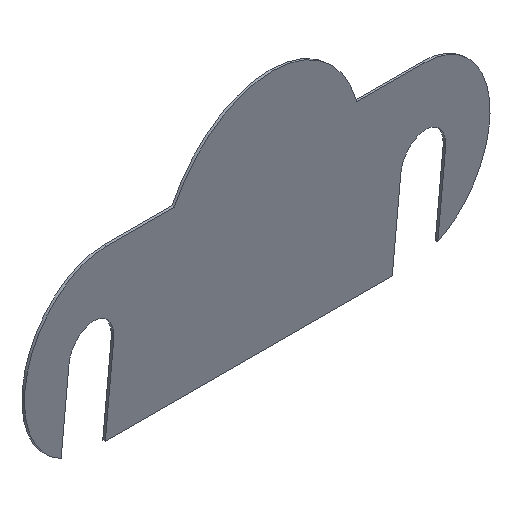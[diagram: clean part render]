
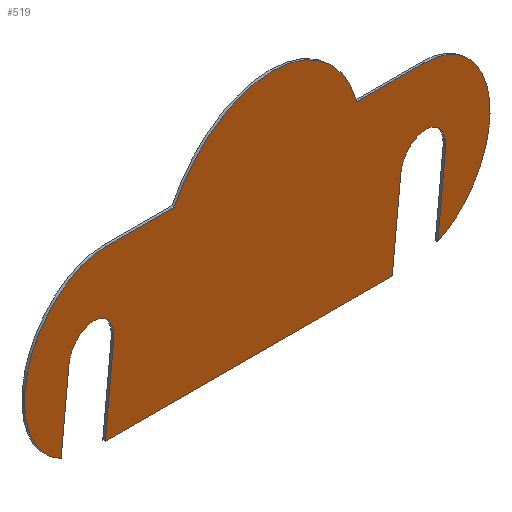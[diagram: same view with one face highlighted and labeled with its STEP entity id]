
A CAD part, isometric view. The second image highlights one B-rep face of the part: STEP entity #519.
In plain terms, the highlighted planar face has unit normal (0.115, -0.993, 0).
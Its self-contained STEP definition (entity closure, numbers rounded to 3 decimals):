
#63=CARTESIAN_POINT('Vertex',(-6.39,94.853,-3.253)) ;
#77=CARTESIAN_POINT('Vertex',(-7.539,94.72,-13.279)) ;
#80=CARTESIAN_POINT('Line Origine',(-6.964,94.786,-8.266)) ;
#103=CARTESIAN_POINT('Vertex',(-13.051,94.084,-2.479)) ;
#111=CARTESIAN_POINT('Axis2P3D Location',(-9.72,94.468,-2.866)) ;
#134=CARTESIAN_POINT('Vertex',(-14.304,93.939,-13.407)) ;
#142=CARTESIAN_POINT('Line Origine',(-13.677,94.011,-7.943)) ;
#165=CARTESIAN_POINT('Vertex',(-56.985,89.014,-8.448)) ;
#173=CARTESIAN_POINT('Line Origine',(-35.644,91.476,-10.927)) ;
#196=CARTESIAN_POINT('Vertex',(-55.732,89.158,2.479)) ;
#204=CARTESIAN_POINT('Line Origine',(-56.359,89.086,-2.984)) ;
#227=CARTESIAN_POINT('Vertex',(-62.394,88.389,3.253)) ;
#235=CARTESIAN_POINT('Axis2P3D Location',(-59.063,88.774,2.866)) ;
#258=CARTESIAN_POINT('Vertex',(-63.543,88.257,-6.773)) ;
#266=CARTESIAN_POINT('Line Origine',(-62.968,88.323,-1.76)) ;
#289=CARTESIAN_POINT('Vertex',(-68.932,87.635,4.013)) ;
#297=CARTESIAN_POINT('Axis2P3D Location',(-58.076,88.888,2.752)) ;
#320=CARTESIAN_POINT('Vertex',(-56.823,89.032,13.679)) ;
#328=CARTESIAN_POINT('Axis2P3D Location',(-58.076,88.888,2.752)) ;
#351=CARTESIAN_POINT('Vertex',(-46.706,90.2,12.504)) ;
#359=CARTESIAN_POINT('Line Origine',(-51.765,89.616,13.091)) ;
#382=CARTESIAN_POINT('Vertex',(-19.572,93.331,9.351)) ;
#390=CARTESIAN_POINT('Axis2P3D Location',(-33.822,91.687,4.967)) ;
#408=CARTESIAN_POINT('Vertex',(-9.454,94.499,8.176)) ;
#416=CARTESIAN_POINT('Line Origine',(-14.513,93.915,8.764)) ;
#439=CARTESIAN_POINT('Vertex',(-3.461,95.191,-10.985)) ;
#447=CARTESIAN_POINT('Axis2P3D Location',(-10.707,94.354,-2.751)) ;
#464=CARTESIAN_POINT('Axis2P3D Location',(-10.707,94.354,-2.751)) ;
#498=CARTESIAN_POINT('Axis2P3D Location',(-10.887,94.334,0.)) ;
#81=DIRECTION('Vector Direction',(0.114,0.013,0.993)) ;
#112=DIRECTION('Axis2P3D Direction',(-0.115,0.993,0.)) ;
#143=DIRECTION('Vector Direction',(-0.114,-0.013,-0.993)) ;
#174=DIRECTION('Vector Direction',(0.987,0.114,-0.115)) ;
#205=DIRECTION('Vector Direction',(0.114,0.013,0.993)) ;
#236=DIRECTION('Axis2P3D Direction',(-0.115,0.993,0.)) ;
#267=DIRECTION('Vector Direction',(-0.114,-0.013,-0.993)) ;
#298=DIRECTION('Axis2P3D Direction',(-0.115,0.993,0.)) ;
#329=DIRECTION('Axis2P3D Direction',(-0.115,0.993,0.)) ;
#360=DIRECTION('Vector Direction',(0.987,0.114,-0.115)) ;
#391=DIRECTION('Axis2P3D Direction',(-0.115,0.993,0.)) ;
#417=DIRECTION('Vector Direction',(0.987,0.114,-0.115)) ;
#448=DIRECTION('Axis2P3D Direction',(-0.115,0.993,0.)) ;
#465=DIRECTION('Axis2P3D Direction',(-0.115,0.993,0.)) ;
#499=DIRECTION('Axis2P3D Direction',(-0.115,0.993,0.)) ;
#500=DIRECTION('Axis2P3D XDirection',(-0.993,-0.115,0.)) ;
#113=AXIS2_PLACEMENT_3D('Circle Axis2P3D',#111,#112,$) ;
#237=AXIS2_PLACEMENT_3D('Circle Axis2P3D',#235,#236,$) ;
#299=AXIS2_PLACEMENT_3D('Circle Axis2P3D',#297,#298,$) ;
#330=AXIS2_PLACEMENT_3D('Circle Axis2P3D',#328,#329,$) ;
#392=AXIS2_PLACEMENT_3D('Circle Axis2P3D',#390,#391,$) ;
#449=AXIS2_PLACEMENT_3D('Circle Axis2P3D',#447,#448,$) ;
#466=AXIS2_PLACEMENT_3D('Circle Axis2P3D',#464,#465,$) ;
#501=AXIS2_PLACEMENT_3D('Plane Axis2P3D',#498,#499,#500) ;
#504=ORIENTED_EDGE('',*,*,#468,.T.) ;
#505=ORIENTED_EDGE('',*,*,#451,.T.) ;
#506=ORIENTED_EDGE('',*,*,#420,.T.) ;
#507=ORIENTED_EDGE('',*,*,#394,.T.) ;
#508=ORIENTED_EDGE('',*,*,#363,.T.) ;
#509=ORIENTED_EDGE('',*,*,#332,.T.) ;
#510=ORIENTED_EDGE('',*,*,#301,.T.) ;
#511=ORIENTED_EDGE('',*,*,#270,.T.) ;
#512=ORIENTED_EDGE('',*,*,#239,.T.) ;
#513=ORIENTED_EDGE('',*,*,#208,.T.) ;
#514=ORIENTED_EDGE('',*,*,#177,.T.) ;
#515=ORIENTED_EDGE('',*,*,#146,.T.) ;
#516=ORIENTED_EDGE('',*,*,#115,.T.) ;
#517=ORIENTED_EDGE('',*,*,#84,.T.) ;
#82=VECTOR('Line Direction',#81,1.) ;
#144=VECTOR('Line Direction',#143,1.) ;
#175=VECTOR('Line Direction',#174,1.) ;
#206=VECTOR('Line Direction',#205,1.) ;
#268=VECTOR('Line Direction',#267,1.) ;
#361=VECTOR('Line Direction',#360,1.) ;
#418=VECTOR('Line Direction',#417,1.) ;
#519=ADVANCED_FACE('Corps principal',(#518),#502,.F.) ;
#114=CIRCLE('generated circle',#113,3.375) ;
#238=CIRCLE('generated circle',#237,3.375) ;
#300=CIRCLE('generated circle',#299,11.) ;
#331=CIRCLE('generated circle',#330,11.) ;
#393=CIRCLE('generated circle',#392,15.) ;
#450=CIRCLE('generated circle',#449,11.) ;
#467=CIRCLE('generated circle',#466,11.) ;
#84=EDGE_CURVE('',#64,#78,#83,.F.) ;
#115=EDGE_CURVE('',#104,#64,#114,.T.) ;
#146=EDGE_CURVE('',#135,#104,#145,.F.) ;
#177=EDGE_CURVE('',#166,#135,#176,.T.) ;
#208=EDGE_CURVE('',#197,#166,#207,.F.) ;
#239=EDGE_CURVE('',#228,#197,#238,.T.) ;
#270=EDGE_CURVE('',#259,#228,#269,.F.) ;
#301=EDGE_CURVE('',#290,#259,#300,.F.) ;
#332=EDGE_CURVE('',#321,#290,#331,.F.) ;
#363=EDGE_CURVE('',#352,#321,#362,.F.) ;
#394=EDGE_CURVE('',#383,#352,#393,.F.) ;
#420=EDGE_CURVE('',#409,#383,#419,.F.) ;
#451=EDGE_CURVE('',#440,#409,#450,.F.) ;
#468=EDGE_CURVE('',#78,#440,#467,.F.) ;
#503=EDGE_LOOP('',(#504,#505,#506,#507,#508,#509,#510,#511,#512,#513,#514,#515,#516,#517)) ;
#518=FACE_OUTER_BOUND('',#503,.T.) ;
#83=LINE('Line',#80,#82) ;
#145=LINE('Line',#142,#144) ;
#176=LINE('Line',#173,#175) ;
#207=LINE('Line',#204,#206) ;
#269=LINE('Line',#266,#268) ;
#362=LINE('Line',#359,#361) ;
#419=LINE('Line',#416,#418) ;
#502=PLANE('Plane',#501) ;
#64=VERTEX_POINT('',#63) ;
#78=VERTEX_POINT('',#77) ;
#104=VERTEX_POINT('',#103) ;
#135=VERTEX_POINT('',#134) ;
#166=VERTEX_POINT('',#165) ;
#197=VERTEX_POINT('',#196) ;
#228=VERTEX_POINT('',#227) ;
#259=VERTEX_POINT('',#258) ;
#290=VERTEX_POINT('',#289) ;
#321=VERTEX_POINT('',#320) ;
#352=VERTEX_POINT('',#351) ;
#383=VERTEX_POINT('',#382) ;
#409=VERTEX_POINT('',#408) ;
#440=VERTEX_POINT('',#439) ;
